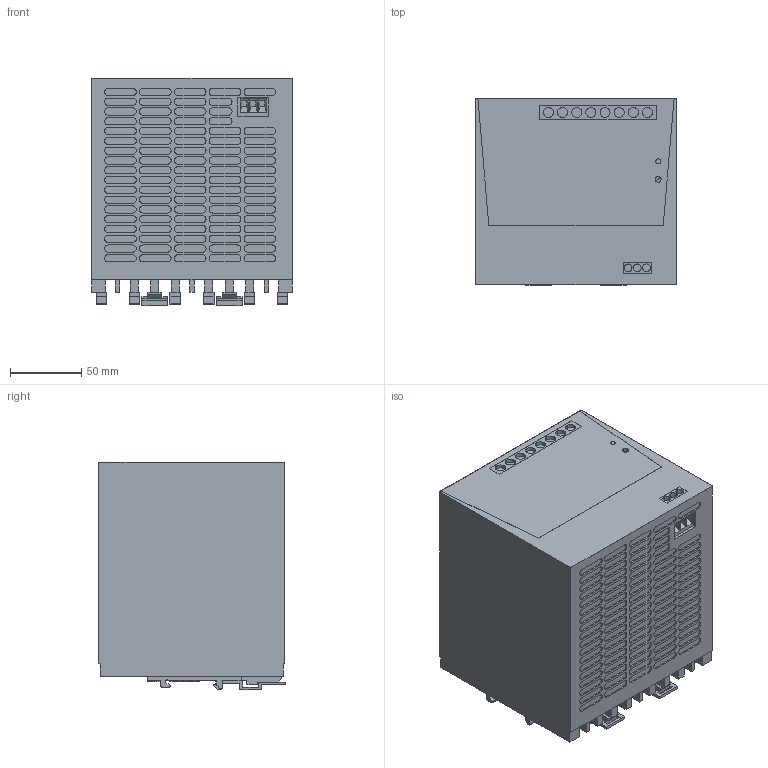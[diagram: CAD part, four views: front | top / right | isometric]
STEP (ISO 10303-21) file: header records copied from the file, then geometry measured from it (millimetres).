
FILE_DESCRIPTION(('CATIA V5R24 STEP','CAx-IF Rec.Pracs.--- Model Styling and Organization---1.2---2011-12-15'),'2;1');
FILE_NAME ('6800424_3', '2018-04-18T11:11:37+00:00', ('Weidmueller Interface'), ('Weidmueller'), 'CATIA Version 5-6 Release 2014 SP4', 'CATIA V5 STEP AP214', 'none');
FILE_SCHEMA(('AUTOMOTIVE_DESIGN { 1 0 10303 214 1 1 1 1 }'));
Length unit declared in the file: millimetre
Products named in the file (1): 1478150000
Bounding box: 140 x 130.3 x 159.5 mm (x, y, z)
Volume: 2631497.5 mm3; surface area: 213609.1 mm2
Topology: 7 solids, 7 shells, 1403 faces, 3456 edges, 2258 vertices
Faces by surface type: plane 977, cylinder 412, extrusion 14
Entity records: 39356 total; most frequent: CARTESIAN_POINT 7036, ORIENTED_EDGE 6912, DIRECTION 5074, EDGE_CURVE 3438, VECTOR 2504, LINE 2490, VERTEX_POINT 2240, AXIS2_PLACEMENT_3D 1702
